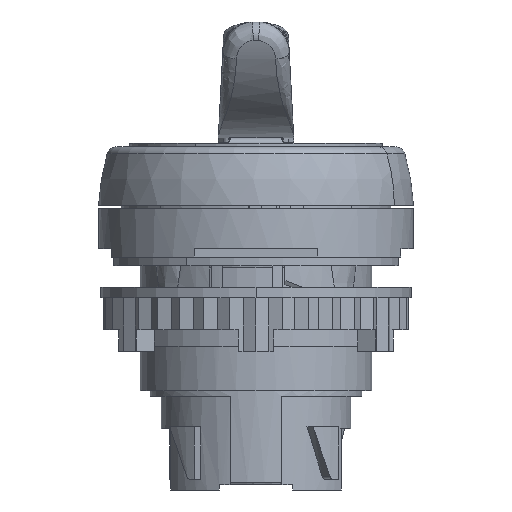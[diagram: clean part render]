
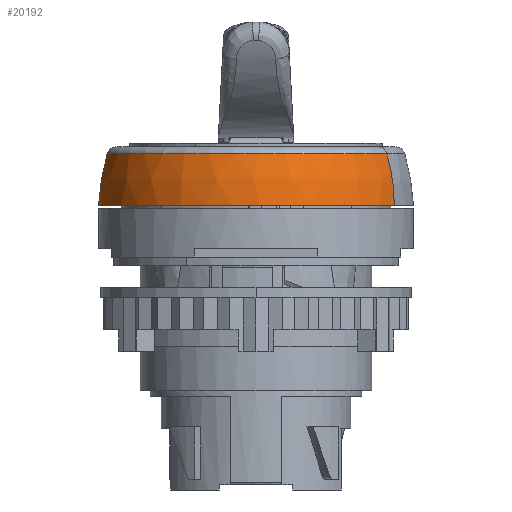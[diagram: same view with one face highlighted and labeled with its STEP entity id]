
A CAD part, left-side view. The second image highlights one B-rep face of the part: STEP entity #20192.
In plain terms, the highlighted spherical face has radius 14.95 mm.
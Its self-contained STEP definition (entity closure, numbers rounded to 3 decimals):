
#20156=AXIS2_PLACEMENT_3D('Sphere Axis2P3D',#20153,#20154,#20155) ;
#20160=AXIS2_PLACEMENT_3D('Circle Axis2P3D',#20158,#20159,$) ;
#20169=AXIS2_PLACEMENT_3D('Circle Axis2P3D',#20167,#20168,$) ;
#20176=AXIS2_PLACEMENT_3D('Circle Axis2P3D',#20174,#20175,$) ;
#20183=AXIS2_PLACEMENT_3D('Circle Axis2P3D',#20181,#20182,$) ;
#20153=CARTESIAN_POINT('Axis2P3D Location',(0.,0.,27.)) ;
#20158=CARTESIAN_POINT('Axis2P3D Location',(0.,0.,27.)) ;
#20162=CARTESIAN_POINT('Vertex',(6.775,12.402,31.876)) ;
#20164=CARTESIAN_POINT('Vertex',(7.167,13.12,27.)) ;
#20167=CARTESIAN_POINT('Axis2P3D Location',(0.,0.,27.)) ;
#20171=CARTESIAN_POINT('Vertex',(-7.167,-13.12,27.)) ;
#20174=CARTESIAN_POINT('Axis2P3D Location',(0.,0.,27.)) ;
#20178=CARTESIAN_POINT('Vertex',(-6.775,-12.402,31.876)) ;
#20181=CARTESIAN_POINT('Axis2P3D Location',(0.,0.,31.876)) ;
#20154=DIRECTION('Axis2P3D Direction',(0.,0.,-1.)) ;
#20155=DIRECTION('Axis2P3D XDirection',(0.479,0.878,0.)) ;
#20159=DIRECTION('Axis2P3D Direction',(-0.878,0.479,0.)) ;
#20168=DIRECTION('Axis2P3D Direction',(0.,0.,-1.)) ;
#20175=DIRECTION('Axis2P3D Direction',(0.878,-0.479,0.)) ;
#20182=DIRECTION('Axis2P3D Direction',(0.,0.,-1.)) ;
#20187=ORIENTED_EDGE('',*,*,#20166,.T.) ;
#20188=ORIENTED_EDGE('',*,*,#20173,.F.) ;
#20189=ORIENTED_EDGE('',*,*,#20180,.F.) ;
#20190=ORIENTED_EDGE('',*,*,#20185,.T.) ;
#20192=ADVANCED_FACE('Corps principal ( *SOL1 - wsp *MASTER -  )',(#20191),#20157,.T.) ;
#20161=CIRCLE('generated circle',#20160,14.95) ;
#20170=CIRCLE('generated circle',#20169,14.95) ;
#20177=CIRCLE('generated circle',#20176,14.95) ;
#20184=CIRCLE('generated circle',#20183,14.132) ;
#20166=EDGE_CURVE('',#20163,#20165,#20161,.T.) ;
#20173=EDGE_CURVE('',#20172,#20165,#20170,.T.) ;
#20180=EDGE_CURVE('',#20179,#20172,#20177,.T.) ;
#20185=EDGE_CURVE('',#20179,#20163,#20184,.T.) ;
#20186=EDGE_LOOP('',(#20187,#20188,#20189,#20190)) ;
#20191=FACE_OUTER_BOUND('',#20186,.T.) ;
#20157=SPHERICAL_SURFACE('',#20156,14.95) ;
#20163=VERTEX_POINT('',#20162) ;
#20165=VERTEX_POINT('',#20164) ;
#20172=VERTEX_POINT('',#20171) ;
#20179=VERTEX_POINT('',#20178) ;
